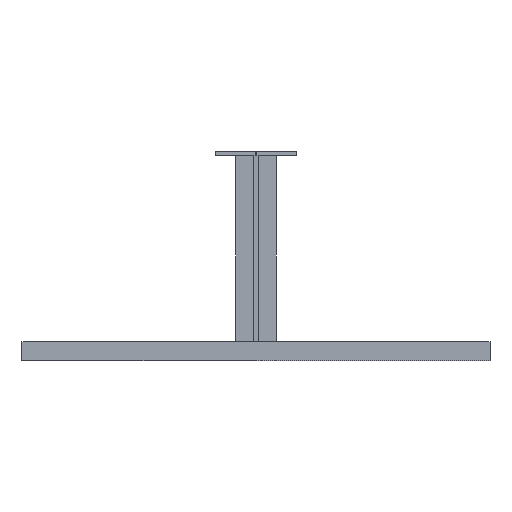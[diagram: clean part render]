
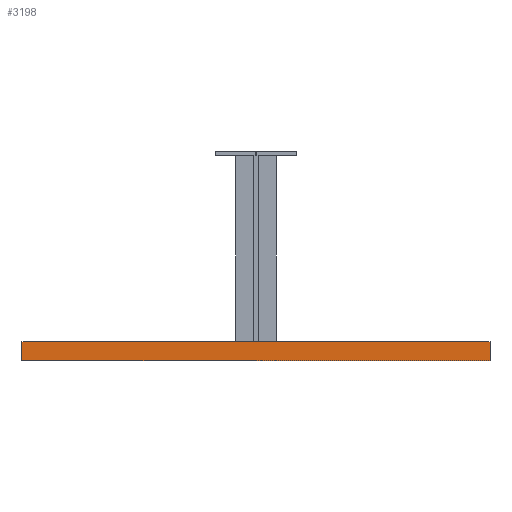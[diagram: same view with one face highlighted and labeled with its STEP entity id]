
A CAD part, front view. The second image highlights one B-rep face of the part: STEP entity #3198.
In plain terms, the highlighted planar face has unit normal (0, -1, 0).
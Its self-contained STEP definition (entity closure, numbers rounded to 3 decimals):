
#2681=CARTESIAN_POINT('Vertex',(-1022.,-1522.,82.)) ;
#2684=CARTESIAN_POINT('Line Origine',(0.,-1522.,82.)) ;
#2688=CARTESIAN_POINT('Vertex',(1022.,-1522.,82.)) ;
#3108=CARTESIAN_POINT('Vertex',(-1022.,-1522.,81.9)) ;
#3111=CARTESIAN_POINT('Line Origine',(-1022.,-1522.,81.95)) ;
#3143=CARTESIAN_POINT('Axis2P3D Location',(1022.,-1522.,0.)) ;
#3148=CARTESIAN_POINT('Line Origine',(1144.,-1522.,35.95)) ;
#3152=CARTESIAN_POINT('Vertex',(1144.,-1522.,-10.)) ;
#3154=CARTESIAN_POINT('Vertex',(1144.,-1522.,81.9)) ;
#3157=CARTESIAN_POINT('Line Origine',(1083.,-1522.,81.9)) ;
#3161=CARTESIAN_POINT('Vertex',(1022.,-1522.,81.9)) ;
#3164=CARTESIAN_POINT('Line Origine',(1022.,-1522.,81.95)) ;
#3169=CARTESIAN_POINT('Line Origine',(-1083.,-1522.,81.9)) ;
#3173=CARTESIAN_POINT('Vertex',(-1144.,-1522.,81.9)) ;
#3176=CARTESIAN_POINT('Line Origine',(-1144.,-1522.,35.95)) ;
#3180=CARTESIAN_POINT('Vertex',(-1144.,-1522.,-10.)) ;
#3183=CARTESIAN_POINT('Line Origine',(0.,-1522.,-10.)) ;
#2685=DIRECTION('Vector Direction',(-1.,0.,0.)) ;
#3112=DIRECTION('Vector Direction',(0.,0.,1.)) ;
#3144=DIRECTION('Axis2P3D Direction',(0.,1.,-0.)) ;
#3145=DIRECTION('Axis2P3D XDirection',(-1.,0.,0.)) ;
#3149=DIRECTION('Vector Direction',(0.,0.,1.)) ;
#3158=DIRECTION('Vector Direction',(1.,0.,0.)) ;
#3165=DIRECTION('Vector Direction',(0.,0.,1.)) ;
#3170=DIRECTION('Vector Direction',(-1.,0.,0.)) ;
#3177=DIRECTION('Vector Direction',(0.,0.,1.)) ;
#3184=DIRECTION('Vector Direction',(1.,0.,0.)) ;
#3146=AXIS2_PLACEMENT_3D('Plane Axis2P3D',#3143,#3144,#3145) ;
#3189=ORIENTED_EDGE('',*,*,#3156,.T.) ;
#3190=ORIENTED_EDGE('',*,*,#3163,.T.) ;
#3191=ORIENTED_EDGE('',*,*,#3168,.T.) ;
#3192=ORIENTED_EDGE('',*,*,#2690,.F.) ;
#3193=ORIENTED_EDGE('',*,*,#3115,.F.) ;
#3194=ORIENTED_EDGE('',*,*,#3175,.T.) ;
#3195=ORIENTED_EDGE('',*,*,#3182,.F.) ;
#3196=ORIENTED_EDGE('',*,*,#3187,.T.) ;
#2686=VECTOR('Line Direction',#2685,1.) ;
#3113=VECTOR('Line Direction',#3112,1.) ;
#3150=VECTOR('Line Direction',#3149,1.) ;
#3159=VECTOR('Line Direction',#3158,1.) ;
#3166=VECTOR('Line Direction',#3165,1.) ;
#3171=VECTOR('Line Direction',#3170,1.) ;
#3178=VECTOR('Line Direction',#3177,1.) ;
#3185=VECTOR('Line Direction',#3184,1.) ;
#3198=ADVANCED_FACE('Corps principal',(#3197),#3147,.F.) ;
#2690=EDGE_CURVE('',#2682,#2689,#2687,.F.) ;
#3115=EDGE_CURVE('',#3109,#2682,#3114,.T.) ;
#3156=EDGE_CURVE('',#3153,#3155,#3151,.T.) ;
#3163=EDGE_CURVE('',#3155,#3162,#3160,.F.) ;
#3168=EDGE_CURVE('',#3162,#2689,#3167,.T.) ;
#3175=EDGE_CURVE('',#3109,#3174,#3172,.T.) ;
#3182=EDGE_CURVE('',#3181,#3174,#3179,.T.) ;
#3187=EDGE_CURVE('',#3181,#3153,#3186,.T.) ;
#3188=EDGE_LOOP('',(#3189,#3190,#3191,#3192,#3193,#3194,#3195,#3196)) ;
#3197=FACE_OUTER_BOUND('',#3188,.T.) ;
#2687=LINE('Line',#2684,#2686) ;
#3114=LINE('Line',#3111,#3113) ;
#3151=LINE('Line',#3148,#3150) ;
#3160=LINE('Line',#3157,#3159) ;
#3167=LINE('Line',#3164,#3166) ;
#3172=LINE('Line',#3169,#3171) ;
#3179=LINE('Line',#3176,#3178) ;
#3186=LINE('Line',#3183,#3185) ;
#3147=PLANE('Plane',#3146) ;
#2682=VERTEX_POINT('',#2681) ;
#2689=VERTEX_POINT('',#2688) ;
#3109=VERTEX_POINT('',#3108) ;
#3153=VERTEX_POINT('',#3152) ;
#3155=VERTEX_POINT('',#3154) ;
#3162=VERTEX_POINT('',#3161) ;
#3174=VERTEX_POINT('',#3173) ;
#3181=VERTEX_POINT('',#3180) ;
